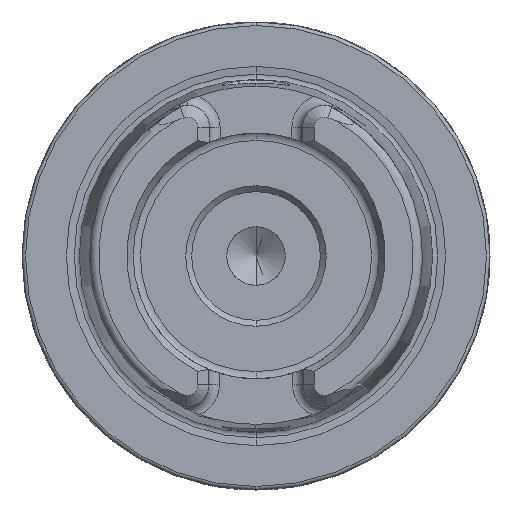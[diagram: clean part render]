
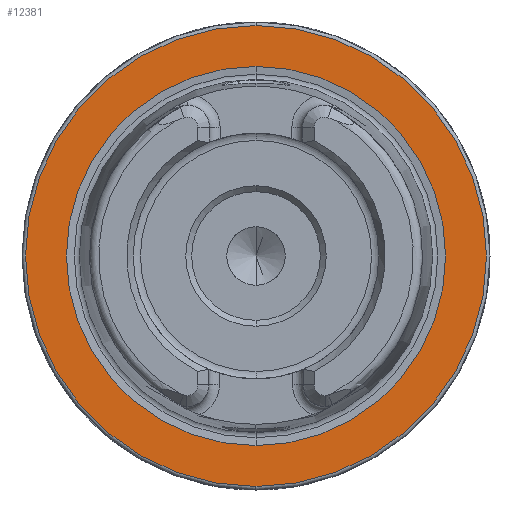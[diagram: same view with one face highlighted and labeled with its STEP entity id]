
A CAD part, left-side view. The second image highlights one B-rep face of the part: STEP entity #12381.
In plain terms, the highlighted planar face has unit normal (-1, 0, 0).
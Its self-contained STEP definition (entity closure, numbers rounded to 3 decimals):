
#151 = FACE_OUTER_BOUND ( 'NONE', #2721, .T. ) ;
#155 = FACE_BOUND ( 'NONE', #2681, .T. ) ;
#637 = DIRECTION ( 'NONE',  ( 0., 0., 1. ) ) ;
#638 = DIRECTION ( 'NONE',  ( -1., 0., 0. ) ) ;
#639 = CARTESIAN_POINT ( 'NONE',  ( 0., 0., 0. ) ) ;
#652 = DIRECTION ( 'NONE',  ( 0., 0., 1. ) ) ;
#653 = DIRECTION ( 'NONE',  ( -1., 0., 0. ) ) ;
#654 = CARTESIAN_POINT ( 'NONE',  ( 0., 0., 0. ) ) ;
#1569 = DIRECTION ( 'NONE',  ( 0., 0., -1. ) ) ;
#1571 = PLANE ( 'NONE',  #8085 ) ;
#1573 = CARTESIAN_POINT ( 'NONE',  ( 0., 19.7, 0. ) ) ;
#1581 = DIRECTION ( 'NONE',  ( 1., 0., 0. ) ) ;
#2159 = CIRCLE ( 'NONE', #8425, 19.7 ) ;
#2206 = CIRCLE ( 'NONE', #8422, 16.207 ) ;
#2681 = EDGE_LOOP ( 'NONE', ( #10697, #10695 ) ) ;
#2721 = EDGE_LOOP ( 'NONE', ( #10701, #10703 ) ) ;
#3733 = EDGE_CURVE ( 'NONE', #7265, #7208, #13004, .T. ) ;
#3734 = EDGE_CURVE ( 'NONE', #7256, #9363, #13003, .T. ) ;
#3931 = AXIS2_PLACEMENT_3D ( 'NONE', #9977, #9975, #9972 ) ;
#3932 = AXIS2_PLACEMENT_3D ( 'NONE', #9968, #9964, #9958 ) ;
#7017 = CARTESIAN_POINT ( 'NONE',  ( 0., 0., -16.207 ) ) ;
#7208 = VERTEX_POINT ( 'NONE', #7686 ) ;
#7256 = VERTEX_POINT ( 'NONE', #7578 ) ;
#7265 = VERTEX_POINT ( 'NONE', #7560 ) ;
#7560 = CARTESIAN_POINT ( 'NONE',  ( 0., 0., -19.7 ) ) ;
#7578 = CARTESIAN_POINT ( 'NONE',  ( 0., 0., 16.207 ) ) ;
#7686 = CARTESIAN_POINT ( 'NONE',  ( 0., 0., 19.7 ) ) ;
#8085 = AXIS2_PLACEMENT_3D ( 'NONE', #1573, #1581, #1569 ) ;
#8422 = AXIS2_PLACEMENT_3D ( 'NONE', #654, #653, #652 ) ;
#8425 = AXIS2_PLACEMENT_3D ( 'NONE', #639, #638, #637 ) ;
#9363 = VERTEX_POINT ( 'NONE', #7017 ) ;
#9958 = DIRECTION ( 'NONE',  ( 0., 0., 1. ) ) ;
#9964 = DIRECTION ( 'NONE',  ( -1., 0., 0. ) ) ;
#9968 = CARTESIAN_POINT ( 'NONE',  ( 0., 0., 0. ) ) ;
#9972 = DIRECTION ( 'NONE',  ( 0., 0., 1. ) ) ;
#9975 = DIRECTION ( 'NONE',  ( -1., 0., 0. ) ) ;
#9977 = CARTESIAN_POINT ( 'NONE',  ( 0., 0., 0. ) ) ;
#10695 = ORIENTED_EDGE ( 'NONE', *, *, #13267, .F. ) ;
#10697 = ORIENTED_EDGE ( 'NONE', *, *, #3734, .F. ) ;
#10701 = ORIENTED_EDGE ( 'NONE', *, *, #13271, .T. ) ;
#10703 = ORIENTED_EDGE ( 'NONE', *, *, #3733, .T. ) ;
#12381 = ADVANCED_FACE ( 'NONE', ( #155, #151 ), #1571, .F. ) ;
#13003 = CIRCLE ( 'NONE', #3932, 16.207 ) ;
#13004 = CIRCLE ( 'NONE', #3931, 19.7 ) ;
#13267 = EDGE_CURVE ( 'NONE', #9363, #7256, #2206, .T. ) ;
#13271 = EDGE_CURVE ( 'NONE', #7208, #7265, #2159, .T. ) ;
